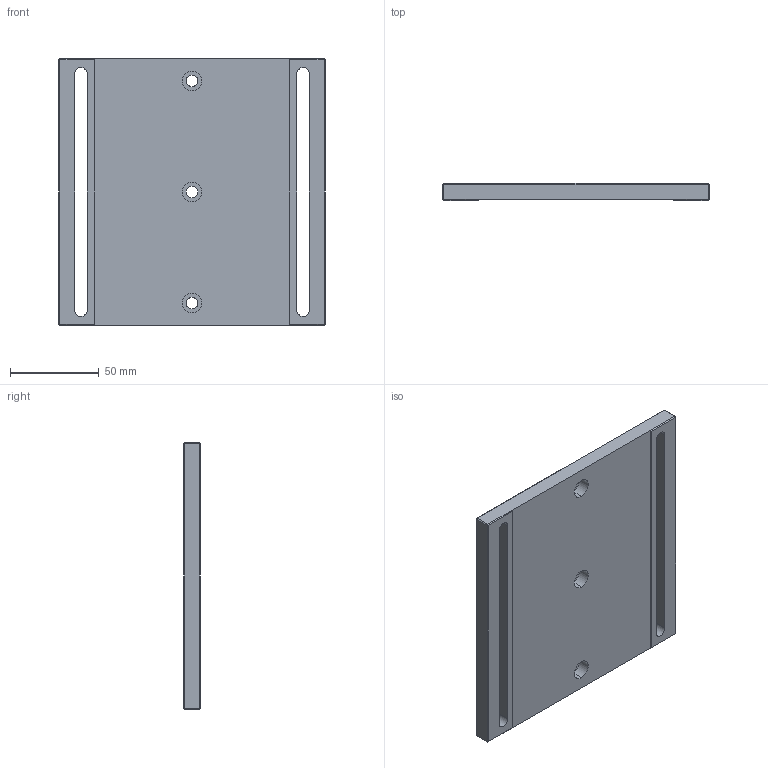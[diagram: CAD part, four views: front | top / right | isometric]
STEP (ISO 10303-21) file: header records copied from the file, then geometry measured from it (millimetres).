
FILE_DESCRIPTION (( 'STEP AP203' ), '1' );
FILE_NAME ('BP-5.STEP', '2022-07-20T08:37:02', ( '' ), ( '' ), 'SwSTEP 2.0', 'SolidWorks 2021', '' );
FILE_SCHEMA (( 'CONFIG_CONTROL_DESIGN' ));
Length unit declared in the file: millimetre
Products named in the file (1): BP-5
Bounding box: 150 x 9.5 x 150 mm (x, y, z)
Volume: 184788.6 mm3; surface area: 52670.8 mm2
Topology: 1 solids, 1 shells, 57 faces, 136 edges, 84 vertices
Faces by surface type: plane 39, cylinder 18
Entity records: 1723 total; most frequent: DIRECTION 288, CARTESIAN_POINT 278, ORIENTED_EDGE 272, EDGE_CURVE 136, LINE 100, VECTOR 100, AXIS2_PLACEMENT_3D 94, VERTEX_POINT 84
